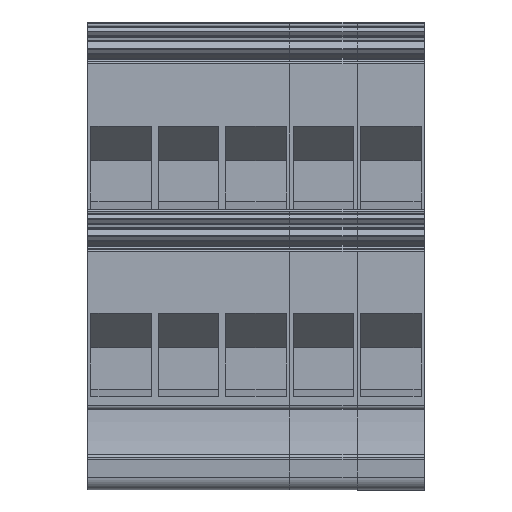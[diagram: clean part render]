
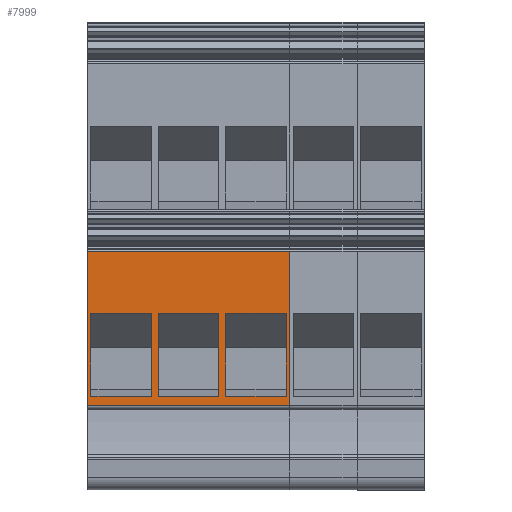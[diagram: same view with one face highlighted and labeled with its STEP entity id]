
A CAD part, front view. The second image highlights one B-rep face of the part: STEP entity #7999.
In plain terms, the highlighted planar face has unit normal (0, -1, 0).
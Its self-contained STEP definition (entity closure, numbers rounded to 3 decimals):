
#7884=AXIS2_PLACEMENT_3D('Plane Axis2P3D',#7881,#7882,#7883) ;
#1219=CARTESIAN_POINT('Vertex',(29.7,1.621,35.109)) ;
#1222=CARTESIAN_POINT('Line Origine',(29.7,1.621,23.781)) ;
#1226=CARTESIAN_POINT('Vertex',(29.7,1.621,12.452)) ;
#4159=CARTESIAN_POINT('Vertex',(0.,1.621,12.452)) ;
#4162=CARTESIAN_POINT('Line Origine',(0.,1.621,23.781)) ;
#4166=CARTESIAN_POINT('Vertex',(0.,1.621,35.109)) ;
#7869=CARTESIAN_POINT('Line Origine',(14.85,1.621,35.109)) ;
#7881=CARTESIAN_POINT('Axis2P3D Location',(19.8,1.621,7.752)) ;
#7886=CARTESIAN_POINT('Line Origine',(14.85,1.621,12.452)) ;
#7897=CARTESIAN_POINT('Line Origine',(4.95,1.621,13.752)) ;
#7901=CARTESIAN_POINT('Vertex',(0.5,1.621,13.752)) ;
#7903=CARTESIAN_POINT('Vertex',(9.4,1.621,13.752)) ;
#7906=CARTESIAN_POINT('Line Origine',(0.5,1.621,19.847)) ;
#7910=CARTESIAN_POINT('Vertex',(0.5,1.621,25.942)) ;
#7913=CARTESIAN_POINT('Line Origine',(4.95,1.621,25.942)) ;
#7917=CARTESIAN_POINT('Vertex',(9.4,1.621,25.942)) ;
#7920=CARTESIAN_POINT('Line Origine',(9.4,1.621,19.847)) ;
#7931=CARTESIAN_POINT('Line Origine',(20.3,1.621,19.847)) ;
#7935=CARTESIAN_POINT('Vertex',(20.3,1.621,25.942)) ;
#7937=CARTESIAN_POINT('Vertex',(20.3,1.621,13.752)) ;
#7940=CARTESIAN_POINT('Line Origine',(24.75,1.621,25.942)) ;
#7944=CARTESIAN_POINT('Vertex',(29.2,1.621,25.942)) ;
#7947=CARTESIAN_POINT('Line Origine',(29.2,1.621,19.847)) ;
#7951=CARTESIAN_POINT('Vertex',(29.2,1.621,13.752)) ;
#7954=CARTESIAN_POINT('Line Origine',(24.75,1.621,13.752)) ;
#7965=CARTESIAN_POINT('Line Origine',(14.85,1.621,25.942)) ;
#7969=CARTESIAN_POINT('Vertex',(10.4,1.621,25.942)) ;
#7971=CARTESIAN_POINT('Vertex',(19.3,1.621,25.942)) ;
#7974=CARTESIAN_POINT('Line Origine',(19.3,1.621,19.847)) ;
#7978=CARTESIAN_POINT('Vertex',(19.3,1.621,13.752)) ;
#7981=CARTESIAN_POINT('Line Origine',(14.85,1.621,13.752)) ;
#7985=CARTESIAN_POINT('Vertex',(10.4,1.621,13.752)) ;
#7988=CARTESIAN_POINT('Line Origine',(10.4,1.621,19.847)) ;
#1223=DIRECTION('Vector Direction',(0.,0.,1.)) ;
#4163=DIRECTION('Vector Direction',(0.,0.,1.)) ;
#7870=DIRECTION('Vector Direction',(1.,0.,0.)) ;
#7882=DIRECTION('Axis2P3D Direction',(0.,1.,0.)) ;
#7883=DIRECTION('Axis2P3D XDirection',(0.,0.,1.)) ;
#7887=DIRECTION('Vector Direction',(1.,0.,0.)) ;
#7898=DIRECTION('Vector Direction',(1.,0.,0.)) ;
#7907=DIRECTION('Vector Direction',(0.,0.,-1.)) ;
#7914=DIRECTION('Vector Direction',(1.,0.,0.)) ;
#7921=DIRECTION('Vector Direction',(0.,0.,-1.)) ;
#7932=DIRECTION('Vector Direction',(0.,0.,-1.)) ;
#7941=DIRECTION('Vector Direction',(1.,0.,0.)) ;
#7948=DIRECTION('Vector Direction',(0.,0.,-1.)) ;
#7955=DIRECTION('Vector Direction',(1.,0.,0.)) ;
#7966=DIRECTION('Vector Direction',(1.,0.,0.)) ;
#7975=DIRECTION('Vector Direction',(0.,0.,-1.)) ;
#7982=DIRECTION('Vector Direction',(1.,0.,0.)) ;
#7989=DIRECTION('Vector Direction',(0.,0.,-1.)) ;
#1224=VECTOR('Line Direction',#1223,1.) ;
#4164=VECTOR('Line Direction',#4163,1.) ;
#7871=VECTOR('Line Direction',#7870,1.) ;
#7888=VECTOR('Line Direction',#7887,1.) ;
#7899=VECTOR('Line Direction',#7898,1.) ;
#7908=VECTOR('Line Direction',#7907,1.) ;
#7915=VECTOR('Line Direction',#7914,1.) ;
#7922=VECTOR('Line Direction',#7921,1.) ;
#7933=VECTOR('Line Direction',#7932,1.) ;
#7942=VECTOR('Line Direction',#7941,1.) ;
#7949=VECTOR('Line Direction',#7948,1.) ;
#7956=VECTOR('Line Direction',#7955,1.) ;
#7967=VECTOR('Line Direction',#7966,1.) ;
#7976=VECTOR('Line Direction',#7975,1.) ;
#7983=VECTOR('Line Direction',#7982,1.) ;
#7990=VECTOR('Line Direction',#7989,1.) ;
#7892=ORIENTED_EDGE('',*,*,#1228,.F.) ;
#7893=ORIENTED_EDGE('',*,*,#7873,.F.) ;
#7894=ORIENTED_EDGE('',*,*,#4168,.T.) ;
#7895=ORIENTED_EDGE('',*,*,#7890,.T.) ;
#7926=ORIENTED_EDGE('',*,*,#7905,.F.) ;
#7927=ORIENTED_EDGE('',*,*,#7912,.F.) ;
#7928=ORIENTED_EDGE('',*,*,#7919,.T.) ;
#7929=ORIENTED_EDGE('',*,*,#7924,.T.) ;
#7960=ORIENTED_EDGE('',*,*,#7939,.F.) ;
#7961=ORIENTED_EDGE('',*,*,#7946,.T.) ;
#7962=ORIENTED_EDGE('',*,*,#7953,.T.) ;
#7963=ORIENTED_EDGE('',*,*,#7958,.F.) ;
#7994=ORIENTED_EDGE('',*,*,#7973,.T.) ;
#7995=ORIENTED_EDGE('',*,*,#7980,.T.) ;
#7996=ORIENTED_EDGE('',*,*,#7987,.F.) ;
#7997=ORIENTED_EDGE('',*,*,#7992,.F.) ;
#7930=FACE_BOUND('',#7925,.T.) ;
#7964=FACE_BOUND('',#7959,.T.) ;
#7998=FACE_BOUND('',#7993,.T.) ;
#7999=ADVANCED_FACE('KLTR',(#7896,#7930,#7964,#7998),#7885,.F.) ;
#1228=EDGE_CURVE('',#1220,#1227,#1225,.F.) ;
#4168=EDGE_CURVE('',#4167,#4160,#4165,.F.) ;
#7873=EDGE_CURVE('',#4167,#1220,#7872,.T.) ;
#7890=EDGE_CURVE('',#4160,#1227,#7889,.T.) ;
#7905=EDGE_CURVE('',#7902,#7904,#7900,.T.) ;
#7912=EDGE_CURVE('',#7911,#7902,#7909,.T.) ;
#7919=EDGE_CURVE('',#7911,#7918,#7916,.T.) ;
#7924=EDGE_CURVE('',#7918,#7904,#7923,.T.) ;
#7939=EDGE_CURVE('',#7936,#7938,#7934,.T.) ;
#7946=EDGE_CURVE('',#7936,#7945,#7943,.T.) ;
#7953=EDGE_CURVE('',#7945,#7952,#7950,.T.) ;
#7958=EDGE_CURVE('',#7938,#7952,#7957,.T.) ;
#7973=EDGE_CURVE('',#7970,#7972,#7968,.T.) ;
#7980=EDGE_CURVE('',#7972,#7979,#7977,.T.) ;
#7987=EDGE_CURVE('',#7986,#7979,#7984,.T.) ;
#7992=EDGE_CURVE('',#7970,#7986,#7991,.T.) ;
#7891=EDGE_LOOP('',(#7892,#7893,#7894,#7895)) ;
#7925=EDGE_LOOP('',(#7926,#7927,#7928,#7929)) ;
#7959=EDGE_LOOP('',(#7960,#7961,#7962,#7963)) ;
#7993=EDGE_LOOP('',(#7994,#7995,#7996,#7997)) ;
#7896=FACE_OUTER_BOUND('',#7891,.T.) ;
#1225=LINE('Line',#1222,#1224) ;
#4165=LINE('Line',#4162,#4164) ;
#7872=LINE('Line',#7869,#7871) ;
#7889=LINE('Line',#7886,#7888) ;
#7900=LINE('Line',#7897,#7899) ;
#7909=LINE('Line',#7906,#7908) ;
#7916=LINE('Line',#7913,#7915) ;
#7923=LINE('Line',#7920,#7922) ;
#7934=LINE('Line',#7931,#7933) ;
#7943=LINE('Line',#7940,#7942) ;
#7950=LINE('Line',#7947,#7949) ;
#7957=LINE('Line',#7954,#7956) ;
#7968=LINE('Line',#7965,#7967) ;
#7977=LINE('Line',#7974,#7976) ;
#7984=LINE('Line',#7981,#7983) ;
#7991=LINE('Line',#7988,#7990) ;
#7885=PLANE('',#7884) ;
#1220=VERTEX_POINT('',#1219) ;
#1227=VERTEX_POINT('',#1226) ;
#4160=VERTEX_POINT('',#4159) ;
#4167=VERTEX_POINT('',#4166) ;
#7902=VERTEX_POINT('',#7901) ;
#7904=VERTEX_POINT('',#7903) ;
#7911=VERTEX_POINT('',#7910) ;
#7918=VERTEX_POINT('',#7917) ;
#7936=VERTEX_POINT('',#7935) ;
#7938=VERTEX_POINT('',#7937) ;
#7945=VERTEX_POINT('',#7944) ;
#7952=VERTEX_POINT('',#7951) ;
#7970=VERTEX_POINT('',#7969) ;
#7972=VERTEX_POINT('',#7971) ;
#7979=VERTEX_POINT('',#7978) ;
#7986=VERTEX_POINT('',#7985) ;
